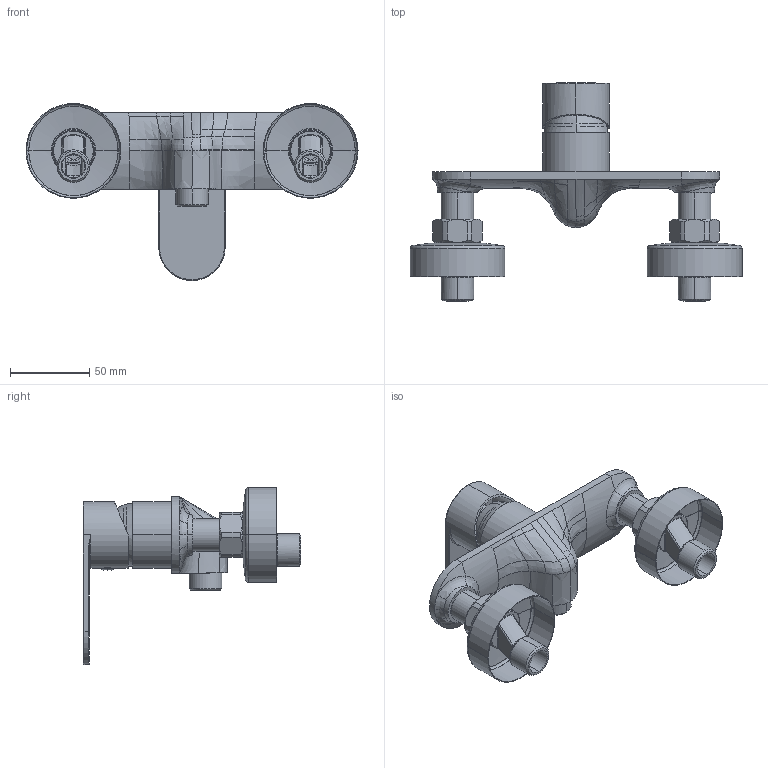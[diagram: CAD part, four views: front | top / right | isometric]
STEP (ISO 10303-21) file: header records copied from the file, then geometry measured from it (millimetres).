
FILE_DESCRIPTION((''),'2;1');
FILE_NAME('BAL7_ASM','2024-08-07T',('Administrator'),(''),'PRO/ENGINEER BY PARAMETRIC TECHNOLOGY CORPORATION, 2010430','PRO/ENGINEER BY PARAMETRIC TECHNOLOGY CORPORATION, 2010430','');
FILE_SCHEMA(('CONFIG_CONTROL_DESIGN'));
Length unit declared in the file: millimetre
Products named in the file (15): 2130172; 2640148; 2710002; 2020004; 2240156; 2070001; 2210003; 2020043; 2510114; 2550021; 2510034; 2050013; 2510104; 2540006; BAL7_ASM
Assembly tree (20 placements, depth 2):
  BAL7_ASM
    2130172
    2640148
    2710002
    2020004
    2240156
    2070001
    2210003
    2020043
    2510114  x2
    2550021  x2
    2510034  x2
    2050013  x2
    2510104  x2
    2540006  x2
Bounding box: 210 x 137.84 x 112.03 mm (x, y, z)
Volume: 150614.7 mm3; surface area: 136590.2 mm2
Topology: 20 solids, 20 shells, 1327 faces, 3328 edges, 2081 vertices
Faces by surface type: plane 538, bspline 308, cylinder 277, cone 97, torus 73, sphere 30, extrusion 4
Entity records: 45014 total; most frequent: CARTESIAN_POINT 19358, ORIENTED_EDGE 5616, DIRECTION 4783, EDGE_CURVE 2808, VERTEX_POINT 1787, AXIS2_PLACEMENT_3D 1701, VECTOR 1381, LINE 1377
